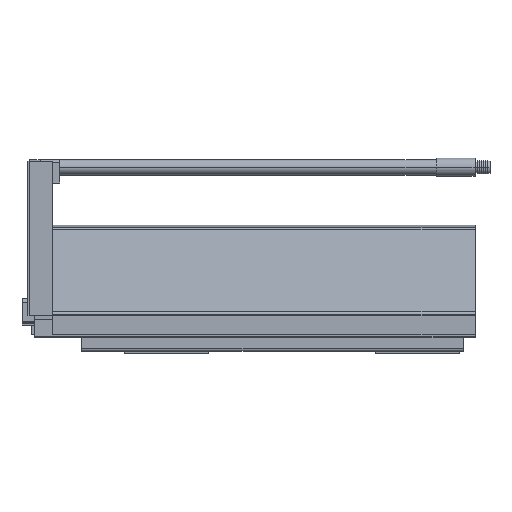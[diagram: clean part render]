
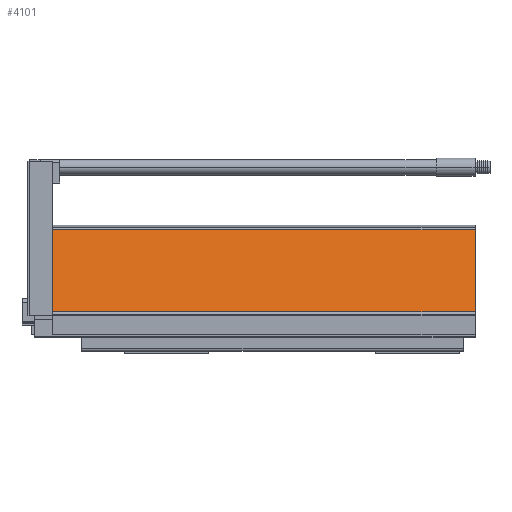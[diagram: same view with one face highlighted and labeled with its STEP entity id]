
A CAD part, top view. The second image highlights one B-rep face of the part: STEP entity #4101.
In plain terms, the highlighted planar face has unit normal (0, 0.208, 0.978).
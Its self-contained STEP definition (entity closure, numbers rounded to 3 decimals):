
#235 = LINE ( 'NONE', #10199, #7607 ) ;
#374 = VERTEX_POINT ( 'NONE', #4134 ) ;
#828 = EDGE_CURVE ( 'NONE', #374, #8935, #3380, .T. ) ;
#1912 = DIRECTION ( 'NONE',  ( 0., -0.978, 0.208 ) ) ;
#2305 = EDGE_CURVE ( 'NONE', #5047, #3538, #8732, .T. ) ;
#2559 = ORIENTED_EDGE ( 'NONE', *, *, #2305, .T. ) ;
#3301 = ORIENTED_EDGE ( 'NONE', *, *, #828, .F. ) ;
#3338 = EDGE_CURVE ( 'NONE', #374, #5047, #235, .T. ) ;
#3380 = LINE ( 'NONE', #10771, #6446 ) ;
#3463 = EDGE_LOOP ( 'NONE', ( #3301, #7504, #2559, #8440 ) ) ;
#3538 = VERTEX_POINT ( 'NONE', #9092 ) ;
#4101 = ADVANCED_FACE ( 'NONE', ( #8013 ), #11711, .T. ) ;
#4134 = CARTESIAN_POINT ( 'NONE',  ( -325.5, 80.422, 21.003 ) ) ;
#4188 = DIRECTION ( 'NONE',  ( 1., 0., 0. ) ) ;
#5047 = VERTEX_POINT ( 'NONE', #11857 ) ;
#5108 = VECTOR ( 'NONE', #4188, 1000. ) ;
#5966 = DIRECTION ( 'NONE',  ( 0., -0.978, 0.208 ) ) ;
#6104 = DIRECTION ( 'NONE',  ( 0., -0.978, 0.208 ) ) ;
#6446 = VECTOR ( 'NONE', #7077, 1000. ) ;
#6566 = EDGE_CURVE ( 'NONE', #8935, #3538, #11663, .T. ) ;
#6963 = CARTESIAN_POINT ( 'NONE',  ( 0., 17.084, 34.466 ) ) ;
#7077 = DIRECTION ( 'NONE',  ( 1., 0., 0. ) ) ;
#7504 = ORIENTED_EDGE ( 'NONE', *, *, #3338, .T. ) ;
#7607 = VECTOR ( 'NONE', #1912, 1000. ) ;
#7953 = CARTESIAN_POINT ( 'NONE',  ( -342., 80.422, 21.003 ) ) ;
#7968 = CARTESIAN_POINT ( 'NONE',  ( 0., 80.422, 21.003 ) ) ;
#8013 = FACE_OUTER_BOUND ( 'NONE', #3463, .T. ) ;
#8440 = ORIENTED_EDGE ( 'NONE', *, *, #6566, .F. ) ;
#8732 = LINE ( 'NONE', #6963, #5108 ) ;
#8881 = DIRECTION ( 'NONE',  ( 0., 0.208, 0.978 ) ) ;
#8935 = VERTEX_POINT ( 'NONE', #9845 ) ;
#9092 = CARTESIAN_POINT ( 'NONE',  ( 0., 17.084, 34.466 ) ) ;
#9845 = CARTESIAN_POINT ( 'NONE',  ( 0., 80.422, 21.003 ) ) ;
#10199 = CARTESIAN_POINT ( 'NONE',  ( -325.5, 80.422, 21.003 ) ) ;
#10351 = VECTOR ( 'NONE', #6104, 1000. ) ;
#10771 = CARTESIAN_POINT ( 'NONE',  ( -342., 80.422, 21.003 ) ) ;
#11657 = AXIS2_PLACEMENT_3D ( 'NONE', #7953, #8881, #5966 ) ;
#11663 = LINE ( 'NONE', #7968, #10351 ) ;
#11711 = PLANE ( 'NONE',  #11657 ) ;
#11857 = CARTESIAN_POINT ( 'NONE',  ( -325.5, 17.084, 34.466 ) ) ;
